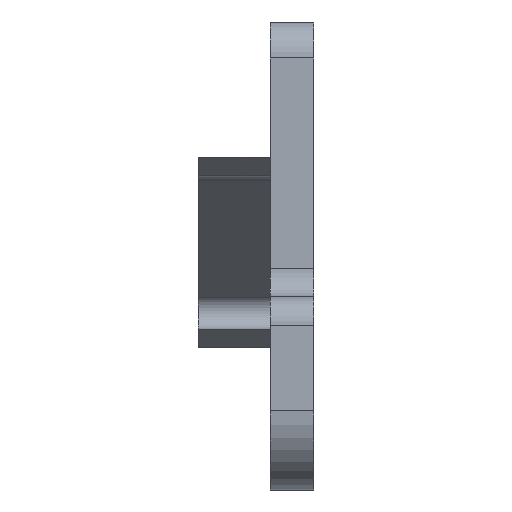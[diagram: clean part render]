
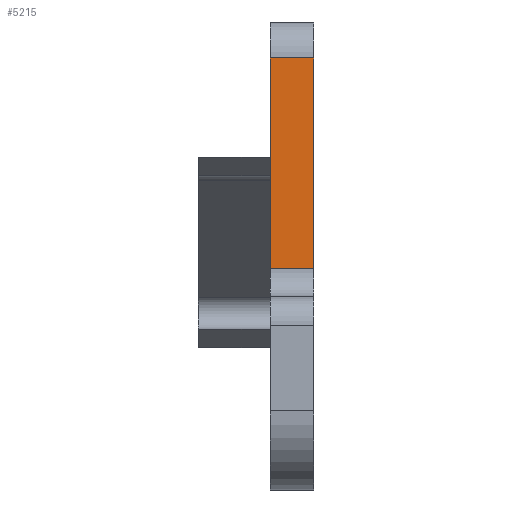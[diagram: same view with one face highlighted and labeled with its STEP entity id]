
A CAD part, left-side view. The second image highlights one B-rep face of the part: STEP entity #5215.
In plain terms, the highlighted planar face has unit normal (-1, 0, 0).
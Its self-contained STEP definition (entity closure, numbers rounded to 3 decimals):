
#793 = ORIENTED_EDGE ( 'NONE', *, *, #4057, .T. ) ;
#1039 = DIRECTION ( 'NONE',  ( 1., 0., 0. ) ) ;
#1318 = CARTESIAN_POINT ( 'NONE',  ( -380.5, 0., -15.425 ) ) ;
#1516 = DIRECTION ( 'NONE',  ( 0., 0., -1. ) ) ;
#1872 = VERTEX_POINT ( 'NONE', #7216 ) ;
#2554 = FACE_OUTER_BOUND ( 'NONE', #17323, .T. ) ;
#3289 = VERTEX_POINT ( 'NONE', #3661 ) ;
#3661 = CARTESIAN_POINT ( 'NONE',  ( -380.5, 0., 13.75 ) ) ;
#3759 = VERTEX_POINT ( 'NONE', #8500 ) ;
#4057 = EDGE_CURVE ( 'NONE', #1872, #18357, #9408, .T. ) ;
#5215 = ADVANCED_FACE ( 'NONE', ( #2554 ), #9720, .F. ) ;
#7216 = CARTESIAN_POINT ( 'NONE',  ( -380.5, 6., 13.75 ) ) ;
#7613 = LINE ( 'NONE', #13177, #11779 ) ;
#7963 = VECTOR ( 'NONE', #1516, 1000. ) ;
#8197 = CARTESIAN_POINT ( 'NONE',  ( -380.5, 6., 18.75 ) ) ;
#8500 = CARTESIAN_POINT ( 'NONE',  ( -380.5, 0., -15.425 ) ) ;
#8829 = EDGE_CURVE ( 'NONE', #3289, #1872, #7613, .T. ) ;
#9408 = LINE ( 'NONE', #8197, #18504 ) ;
#9631 = CARTESIAN_POINT ( 'NONE',  ( -380.5, 0., 18.75 ) ) ;
#9720 = PLANE ( 'NONE',  #16486 ) ;
#10683 = ORIENTED_EDGE ( 'NONE', *, *, #8829, .T. ) ;
#11223 = DIRECTION ( 'NONE',  ( 0., 0., -1. ) ) ;
#11555 = EDGE_CURVE ( 'NONE', #3289, #3759, #15971, .T. ) ;
#11779 = VECTOR ( 'NONE', #12983, 1000. ) ;
#12413 = DIRECTION ( 'NONE',  ( 0., 0., -1. ) ) ;
#12509 = ORIENTED_EDGE ( 'NONE', *, *, #14563, .T. ) ;
#12983 = DIRECTION ( 'NONE',  ( 0., 1., 0. ) ) ;
#13177 = CARTESIAN_POINT ( 'NONE',  ( -380.5, 0., 13.75 ) ) ;
#14068 = DIRECTION ( 'NONE',  ( 0., -1., 0. ) ) ;
#14463 = CARTESIAN_POINT ( 'NONE',  ( -380.5, 0., 18.75 ) ) ;
#14479 = CARTESIAN_POINT ( 'NONE',  ( -380.5, 6., -15.425 ) ) ;
#14522 = ORIENTED_EDGE ( 'NONE', *, *, #11555, .F. ) ;
#14563 = EDGE_CURVE ( 'NONE', #18357, #3759, #15578, .T. ) ;
#15236 = VECTOR ( 'NONE', #14068, 1000. ) ;
#15578 = LINE ( 'NONE', #1318, #15236 ) ;
#15971 = LINE ( 'NONE', #14463, #7963 ) ;
#16486 = AXIS2_PLACEMENT_3D ( 'NONE', #9631, #1039, #11223 ) ;
#17323 = EDGE_LOOP ( 'NONE', ( #793, #12509, #14522, #10683 ) ) ;
#18357 = VERTEX_POINT ( 'NONE', #14479 ) ;
#18504 = VECTOR ( 'NONE', #12413, 1000. ) ;
